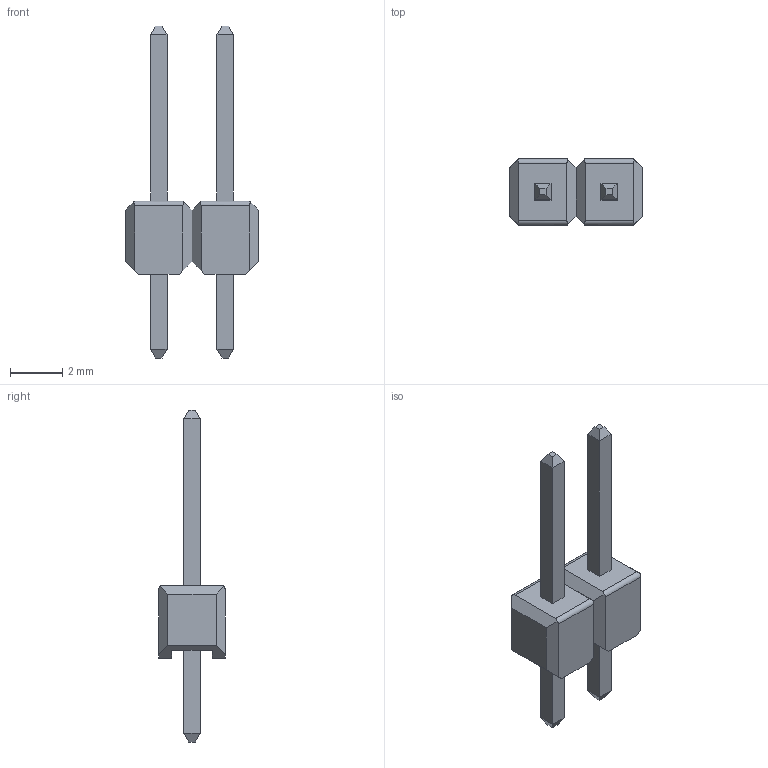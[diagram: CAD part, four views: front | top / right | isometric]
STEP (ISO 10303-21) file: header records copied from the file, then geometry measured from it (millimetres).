
FILE_DESCRIPTION(/* description */ (''),/* implementation_level */ '2;1');
FILE_NAME(/* name */ 'PinHeader_1x2_P2.54mm.step',/* time_stamp */ '2019-10-31T12:44:58+01:00',/* author */ (''),/* organization */ (''),/* preprocessor_version */ 'ST-DEVELOPER v18',/* originating_system */ 'Autodesk Translation Framework v8.9.1.1155',/* authorisation */ '');
FILE_SCHEMA (('AUTOMOTIVE_DESIGN { 1 0 10303 214 3 1 1 }'));
Length unit declared in the file: millimetre
Products named in the file (1): Pin Header 1x6 TH Pitch 2.54mm
Bounding box: 5.08 x 2.54 x 12.7 mm (x, y, z)
Volume: 10.2 mm3; surface area: 144.7 mm2
Topology: 3 solids, 5 shells, 79 faces, 200 edges, 128 vertices
Faces by surface type: plane 75, cylinder 4
Entity records: 2374 total; most frequent: CARTESIAN_POINT 408, ORIENTED_EDGE 388, DIRECTION 376, EDGE_CURVE 200, LINE 184, VECTOR 184, VERTEX_POINT 128, AXIS2_PLACEMENT_3D 96
